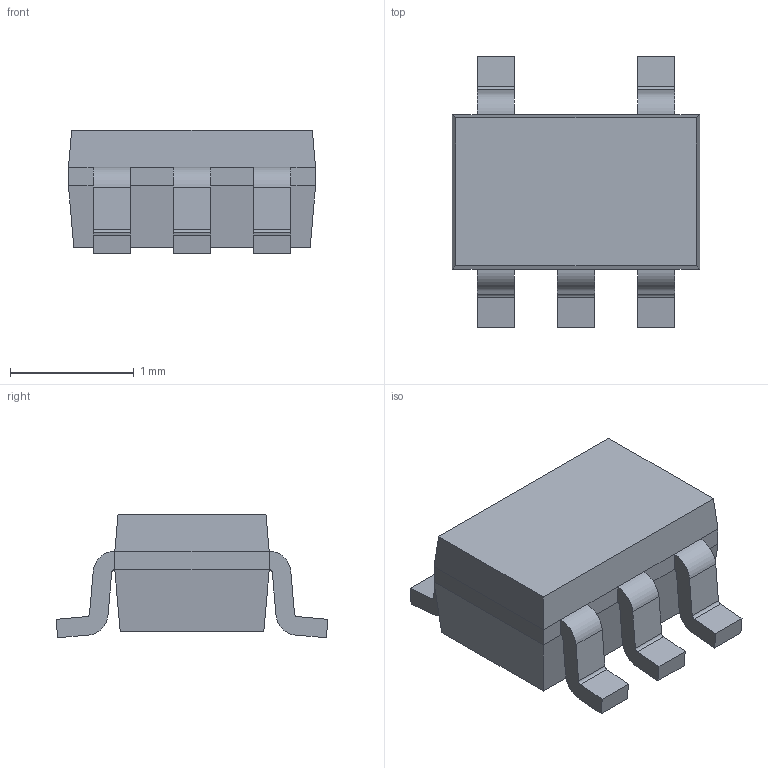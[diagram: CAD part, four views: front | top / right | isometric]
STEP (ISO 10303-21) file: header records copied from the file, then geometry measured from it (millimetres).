
FILE_DESCRIPTION(('STEP AP242'),'1');
FILE_NAME('82402374.stp','2020-11-03T06:59:14',('TraceParts'),('TraceParts S.A.'),'Spatial InterOp 3D',' ',' ');
FILE_SCHEMA(('AP242_MANAGED_MODEL_BASED_3D_ENGINEERING_MIM_LF {1 0 10303 442 1 1 4}'));
Length unit declared in the file: millimetre
Products named in the file (1): 82402374
Bounding box: 2 x 2.2 x 1 mm (x, y, z)
Volume: 2.5 mm3; surface area: 14.6 mm2
Topology: 1 solids, 1 shells, 74 faces, 188 edges, 116 vertices
Faces by surface type: plane 54, cylinder 20
Entity records: 2796 total; most frequent: CARTESIAN_POINT 379, DIRECTION 378, ORIENTED_EDGE 376, EDGE_CURVE 188, LINE 148, VECTOR 148, VERTEX_POINT 116, AXIS2_PLACEMENT_3D 115
